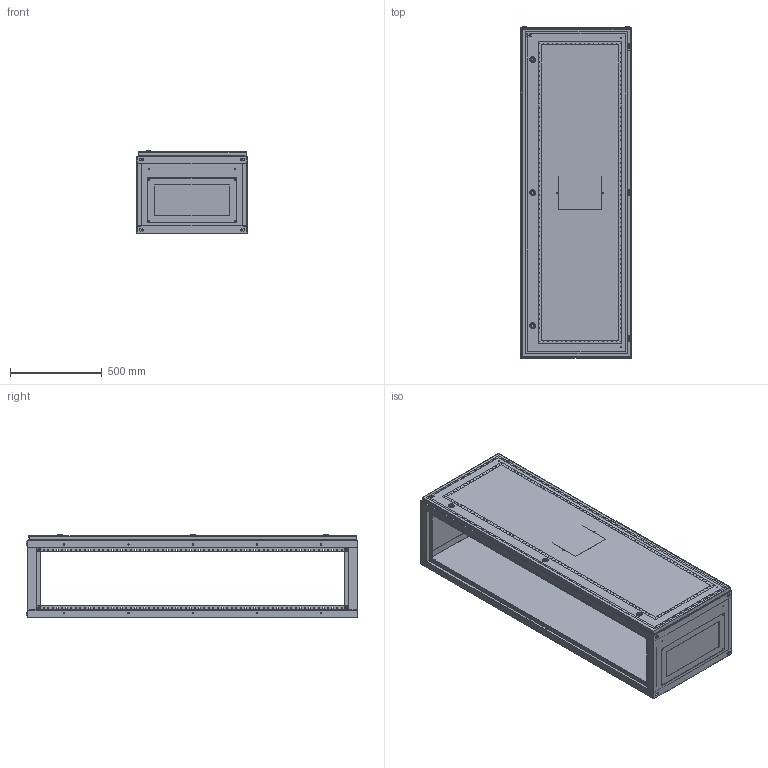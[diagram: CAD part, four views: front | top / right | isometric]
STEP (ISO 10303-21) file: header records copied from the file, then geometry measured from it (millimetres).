
FILE_DESCRIPTION (( 'STEP AP203' ), '1' );
FILE_NAME ('YKM50-1800-600-450-54 SMART Êîðïóñ ìåòàë. ñáîðíûé ÂÐÓ 1800õ600õ450 IP54 IEK.STEP', '2024-04-09T13:34:09', ( '' ), ( '' ), 'SwSTEP 2.0', 'SolidWorks 2022', '' );
FILE_SCHEMA (( 'CONFIG_CONTROL_DESIGN' ));
Length unit declared in the file: millimetre
Products named in the file (3): Каркас ВРУ 1800х600х450 IP54; YKM50-1800-600-450-54 SMART Корпус метал. сборный ВРУ 1800х600х450 IP54 IEK; Дверь для ВРУ-1 1800х600 IP54
Assembly tree (2 placements, depth 2):
  YKM50-1800-600-450-54 SMART Корпус метал. сборный ВРУ 1800х600х450 IP54 IEK
    Каркас ВРУ 1800х600х450 IP54
    Дверь для ВРУ-1 1800х600 IP54
Bounding box: 600 x 1809.5 x 450.5 mm (x, y, z)
Volume: 6732434.3 mm3; surface area: 7746409 mm2
Topology: 36 solids, 40 shells, 3292 faces, 8462 edges, 5422 vertices
Faces by surface type: plane 2157, cylinder 786, cone 194, bspline 61, sphere 56, torus 38
Entity records: 102211 total; most frequent: CARTESIAN_POINT 20524, ORIENTED_EDGE 16796, DIRECTION 16131, EDGE_CURVE 8398, VECTOR 6025, LINE 6025, VERTEX_POINT 5422, AXIS2_PLACEMENT_3D 5053
